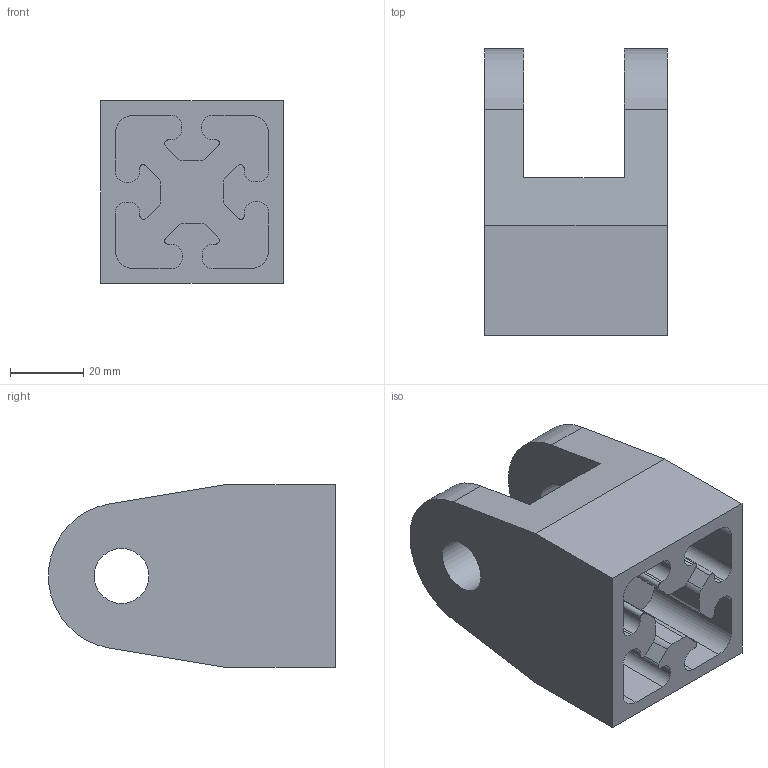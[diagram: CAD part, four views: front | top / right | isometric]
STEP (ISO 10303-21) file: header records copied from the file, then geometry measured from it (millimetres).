
FILE_DESCRIPTION(/* description */ (''),/* implementation_level */ '2;1');
FILE_NAME(/* name */ 'Front_Joint2_Suspension_Romeo003 v3.step',/* time_stamp */ '2025-09-30T09:51:24+05:30',/* author */ (''),/* organization */ (''),/* preprocessor_version */ 'ST-DEVELOPER v20.1',/* originating_system */ 'Autodesk Translation Framework v14.17.0.0',/* authorisation */ '');
FILE_SCHEMA (('AUTOMOTIVE_DESIGN { 1 0 10303 214 3 1 1 }'));
Length unit declared in the file: millimetre
Products named in the file (1): Front_Joint2_Suspension_Romeo003
Bounding box: 50 x 78.43 x 50 mm (x, y, z)
Volume: 92536.2 mm3; surface area: 28690.6 mm2
Topology: 1 solids, 1 shells, 87 faces, 252 edges, 168 vertices
Faces by surface type: plane 47, cylinder 40
Full cylindrical faces by diameter (mm): 15 x2
Entity records: 2927 total; most frequent: DIRECTION 508, CARTESIAN_POINT 508, ORIENTED_EDGE 504, EDGE_CURVE 252, LINE 172, VECTOR 172, VERTEX_POINT 168, AXIS2_PLACEMENT_3D 168
